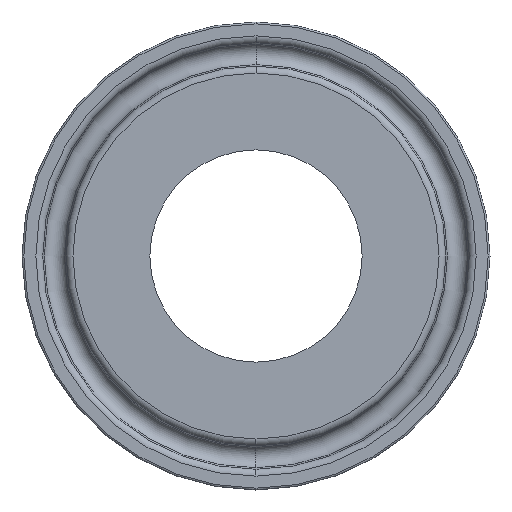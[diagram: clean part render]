
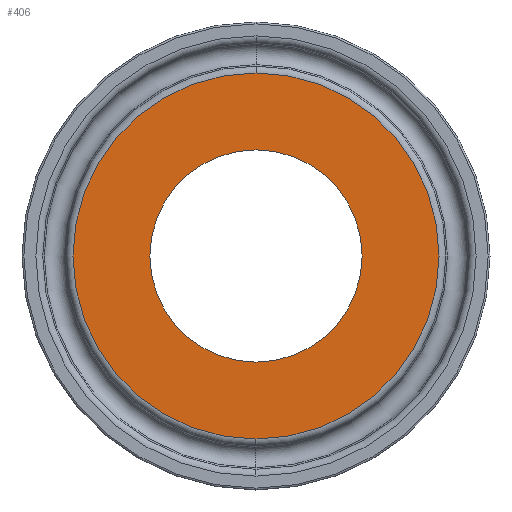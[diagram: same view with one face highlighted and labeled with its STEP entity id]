
A CAD part, left-side view. The second image highlights one B-rep face of the part: STEP entity #406.
In plain terms, the highlighted planar face has unit normal (-1, 0, 0).
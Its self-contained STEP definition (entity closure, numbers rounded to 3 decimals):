
#6 = PLANE ( 'NONE',  #311 ) ;
#18 = EDGE_CURVE ( 'NONE', #148, #196, #580, .T. ) ;
#49 = CARTESIAN_POINT ( 'NONE',  ( 0., 0., 19.747 ) ) ;
#53 = EDGE_LOOP ( 'NONE', ( #261, #739 ) ) ;
#97 = DIRECTION ( 'NONE',  ( 0., 0., 1. ) ) ;
#101 = CARTESIAN_POINT ( 'NONE',  ( 0., 0., 0. ) ) ;
#148 = VERTEX_POINT ( 'NONE', #483 ) ;
#151 = AXIS2_PLACEMENT_3D ( 'NONE', #101, #262, #493 ) ;
#164 = CARTESIAN_POINT ( 'NONE',  ( 0., 0., 11.45 ) ) ;
#196 = VERTEX_POINT ( 'NONE', #164 ) ;
#200 = EDGE_CURVE ( 'NONE', #196, #148, #249, .T. ) ;
#223 = DIRECTION ( 'NONE',  ( 1., 0., 0. ) ) ;
#238 = CARTESIAN_POINT ( 'NONE',  ( 0., 19.747, 0. ) ) ;
#249 = CIRCLE ( 'NONE', #753, 11.45 ) ;
#261 = ORIENTED_EDGE ( 'NONE', *, *, #670, .T. ) ;
#262 = DIRECTION ( 'NONE',  ( -1., 0., 0. ) ) ;
#281 = DIRECTION ( 'NONE',  ( -1., 0., 0. ) ) ;
#288 = AXIS2_PLACEMENT_3D ( 'NONE', #618, #281, #97 ) ;
#311 = AXIS2_PLACEMENT_3D ( 'NONE', #238, #223, #458 ) ;
#332 = VERTEX_POINT ( 'NONE', #49 ) ;
#353 = AXIS2_PLACEMENT_3D ( 'NONE', #361, #413, #419 ) ;
#361 = CARTESIAN_POINT ( 'NONE',  ( 0., 0., 0. ) ) ;
#379 = EDGE_LOOP ( 'NONE', ( #612, #586 ) ) ;
#406 = ADVANCED_FACE ( 'NONE', ( #585, #528 ), #6, .F. ) ;
#413 = DIRECTION ( 'NONE',  ( -1., 0., 0. ) ) ;
#419 = DIRECTION ( 'NONE',  ( 0., 0., 1. ) ) ;
#458 = DIRECTION ( 'NONE',  ( 0., 0., -1. ) ) ;
#468 = CIRCLE ( 'NONE', #151, 19.747 ) ;
#483 = CARTESIAN_POINT ( 'NONE',  ( 0., 0., -11.45 ) ) ;
#493 = DIRECTION ( 'NONE',  ( 0., 0., 1. ) ) ;
#501 = DIRECTION ( 'NONE',  ( 0., 0., 1. ) ) ;
#508 = CARTESIAN_POINT ( 'NONE',  ( 0., 0., -19.747 ) ) ;
#528 = FACE_OUTER_BOUND ( 'NONE', #53, .T. ) ;
#557 = DIRECTION ( 'NONE',  ( -1., 0., 0. ) ) ;
#580 = CIRCLE ( 'NONE', #353, 11.45 ) ;
#585 = FACE_BOUND ( 'NONE', #379, .T. ) ;
#586 = ORIENTED_EDGE ( 'NONE', *, *, #18, .F. ) ;
#605 = EDGE_CURVE ( 'NONE', #702, #332, #749, .T. ) ;
#612 = ORIENTED_EDGE ( 'NONE', *, *, #200, .F. ) ;
#618 = CARTESIAN_POINT ( 'NONE',  ( 0., 0., 0. ) ) ;
#670 = EDGE_CURVE ( 'NONE', #332, #702, #468, .T. ) ;
#677 = CARTESIAN_POINT ( 'NONE',  ( 0., 0., 0. ) ) ;
#702 = VERTEX_POINT ( 'NONE', #508 ) ;
#739 = ORIENTED_EDGE ( 'NONE', *, *, #605, .T. ) ;
#749 = CIRCLE ( 'NONE', #288, 19.747 ) ;
#753 = AXIS2_PLACEMENT_3D ( 'NONE', #677, #557, #501 ) ;
